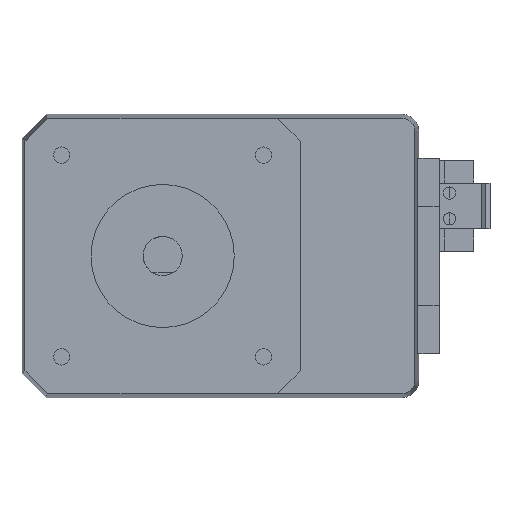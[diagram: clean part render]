
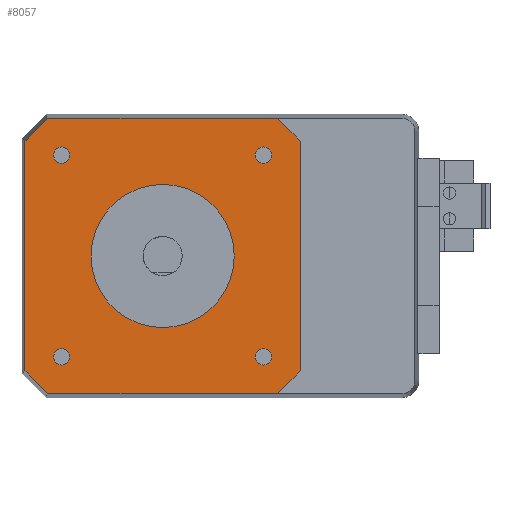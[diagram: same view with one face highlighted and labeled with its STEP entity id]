
A CAD part, front view. The second image highlights one B-rep face of the part: STEP entity #8057.
In plain terms, the highlighted planar face has unit normal (0, -1, 0).
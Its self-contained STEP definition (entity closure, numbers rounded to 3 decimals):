
#7284 = EDGE_CURVE ( 'NONE', #10077, #7317, #15105, .T. ) ;
#7285 = EDGE_CURVE ( 'NONE', #9011, #9011, #14962, .T. ) ;
#7286 = EDGE_CURVE ( 'NONE', #8877, #8877, #15136, .T. ) ;
#7287 = ORIENTED_EDGE ( 'NONE', *, *, #7285, .F. ) ;
#7288 = EDGE_LOOP ( 'NONE', ( #7287 ) ) ;
#7295 = VERTEX_POINT ( 'NONE', #15323 ) ;
#7296 = EDGE_CURVE ( 'NONE', #7295, #7344, #15326, .T. ) ;
#7297 = VERTEX_POINT ( 'NONE', #15319 ) ;
#7298 = EDGE_CURVE ( 'NONE', #8869, #8869, #15320, .T. ) ;
#7299 = EDGE_LOOP ( 'NONE', ( #7312, #7311, #7358, #7357, #7359, #7339, #7347, #7346 ) ) ;
#7310 = ORIENTED_EDGE ( 'NONE', *, *, #7286, .F. ) ;
#7311 = ORIENTED_EDGE ( 'NONE', *, *, #8067, .F. ) ;
#7312 = ORIENTED_EDGE ( 'NONE', *, *, #7284, .F. ) ;
#7317 = VERTEX_POINT ( 'NONE', #15304 ) ;
#7318 = EDGE_LOOP ( 'NONE', ( #7320 ) ) ;
#7320 = ORIENTED_EDGE ( 'NONE', *, *, #7298, .F. ) ;
#7334 = EDGE_CURVE ( 'NONE', #8892, #8892, #15300, .T. ) ;
#7336 = EDGE_CURVE ( 'NONE', #7317, #7295, #15289, .T. ) ;
#7337 = EDGE_CURVE ( 'NONE', #7297, #7345, #15285, .T. ) ;
#7338 = EDGE_CURVE ( 'NONE', #7345, #8063, #15279, .T. ) ;
#7339 = ORIENTED_EDGE ( 'NONE', *, *, #7342, .F. ) ;
#7340 = ORIENTED_EDGE ( 'NONE', *, *, #7334, .F. ) ;
#7341 = VERTEX_POINT ( 'NONE', #15280 ) ;
#7342 = EDGE_CURVE ( 'NONE', #7344, #7341, #15281, .T. ) ;
#7343 = EDGE_CURVE ( 'NONE', #7341, #7297, #15168, .T. ) ;
#7344 = VERTEX_POINT ( 'NONE', #15278 ) ;
#7345 = VERTEX_POINT ( 'NONE', #15171 ) ;
#7346 = ORIENTED_EDGE ( 'NONE', *, *, #7336, .F. ) ;
#7347 = ORIENTED_EDGE ( 'NONE', *, *, #7296, .F. ) ;
#7348 = EDGE_LOOP ( 'NONE', ( #7340 ) ) ;
#7357 = ORIENTED_EDGE ( 'NONE', *, *, #7337, .F. ) ;
#7358 = ORIENTED_EDGE ( 'NONE', *, *, #7338, .F. ) ;
#7359 = ORIENTED_EDGE ( 'NONE', *, *, #7343, .F. ) ;
#7898 = EDGE_LOOP ( 'NONE', ( #8062 ) ) ;
#8048 = EDGE_LOOP ( 'NONE', ( #7310 ) ) ;
#8050 = EDGE_CURVE ( 'NONE', #9196, #9196, #17220, .T. ) ;
#8057 = ADVANCED_FACE ( 'NONE', ( #17223, #17237, #17240, #17246, #17245, #17203 ), #17236, .T. ) ;
#8062 = ORIENTED_EDGE ( 'NONE', *, *, #8050, .F. ) ;
#8063 = VERTEX_POINT ( 'NONE', #17250 ) ;
#8067 = EDGE_CURVE ( 'NONE', #8063, #10077, #17198, .T. ) ;
#8869 = VERTEX_POINT ( 'NONE', #8872 ) ;
#8872 = CARTESIAN_POINT ( 'NONE',  ( -21.602, 2.307, 16.75 ) ) ;
#8875 = CARTESIAN_POINT ( 'NONE',  ( -6.102, 2.307, -11. ) ) ;
#8876 = CARTESIAN_POINT ( 'NONE',  ( -21.602, 2.307, -16.75 ) ) ;
#8877 = VERTEX_POINT ( 'NONE', #8876 ) ;
#8892 = VERTEX_POINT ( 'NONE', #8875 ) ;
#8997 = CARTESIAN_POINT ( 'NONE',  ( 9.398, 2.307, 14.25 ) ) ;
#9011 = VERTEX_POINT ( 'NONE', #8997 ) ;
#9187 = CARTESIAN_POINT ( 'NONE',  ( 9.398, 2.307, -14.25 ) ) ;
#9196 = VERTEX_POINT ( 'NONE', #9187 ) ;
#10077 = VERTEX_POINT ( 'NONE', #17348 ) ;
#14962 = CIRCLE ( 'NONE', #15098, 1.25 ) ;
#14964 = DIRECTION ( 'NONE',  ( 0., -1., 0. ) ) ;
#15028 = CARTESIAN_POINT ( 'NONE',  ( 9.398, 2.307, 15.5 ) ) ;
#15098 = AXIS2_PLACEMENT_3D ( 'NONE', #15028, #14964, #15139 ) ;
#15103 = DIRECTION ( 'NONE',  ( -0.707, 0., 0.707 ) ) ;
#15104 = VECTOR ( 'NONE', #15103, 1000. ) ;
#15105 = LINE ( 'NONE', #15111, #15104 ) ;
#15111 = CARTESIAN_POINT ( 'NONE',  ( -27.252, 2.307, -17.65 ) ) ;
#15133 = DIRECTION ( 'NONE',  ( 0., 0., -1. ) ) ;
#15134 = DIRECTION ( 'NONE',  ( 0., -1., 0. ) ) ;
#15135 = AXIS2_PLACEMENT_3D ( 'NONE', #15138, #15134, #15133 ) ;
#15136 = CIRCLE ( 'NONE', #15135, 1.25 ) ;
#15138 = CARTESIAN_POINT ( 'NONE',  ( -21.602, 2.307, -15.5 ) ) ;
#15139 = DIRECTION ( 'NONE',  ( 0., 0., -1. ) ) ;
#15166 = DIRECTION ( 'NONE',  ( 0.707, 0., -0.707 ) ) ;
#15167 = VECTOR ( 'NONE', #15166, 1000. ) ;
#15168 = LINE ( 'NONE', #15290, #15167 ) ;
#15171 = CARTESIAN_POINT ( 'NONE',  ( 15.048, 2.307, -17.65 ) ) ;
#15178 = DIRECTION ( 'NONE',  ( 0., 0., 1. ) ) ;
#15179 = DIRECTION ( 'NONE',  ( 0., -1., 0. ) ) ;
#15203 = CARTESIAN_POINT ( 'NONE',  ( -27.252, 2.307, -17.65 ) ) ;
#15269 = DIRECTION ( 'NONE',  ( 1., 0., 0. ) ) ;
#15270 = VECTOR ( 'NONE', #15269, 1000. ) ;
#15271 = CARTESIAN_POINT ( 'NONE',  ( -23.752, 2.307, 21.15 ) ) ;
#15275 = DIRECTION ( 'NONE',  ( -0.707, 0., -0.707 ) ) ;
#15276 = VECTOR ( 'NONE', #15275, 1000. ) ;
#15277 = CARTESIAN_POINT ( 'NONE',  ( 11.548, 2.307, -21.15 ) ) ;
#15278 = CARTESIAN_POINT ( 'NONE',  ( -23.752, 2.307, 21.15 ) ) ;
#15279 = LINE ( 'NONE', #15277, #15276 ) ;
#15280 = CARTESIAN_POINT ( 'NONE',  ( 11.548, 2.307, 21.15 ) ) ;
#15281 = LINE ( 'NONE', #15271, #15270 ) ;
#15282 = DIRECTION ( 'NONE',  ( 0., 0., -1. ) ) ;
#15283 = VECTOR ( 'NONE', #15282, 1000. ) ;
#15284 = CARTESIAN_POINT ( 'NONE',  ( 15.048, 2.307, -17.65 ) ) ;
#15285 = LINE ( 'NONE', #15284, #15283 ) ;
#15287 = DIRECTION ( 'NONE',  ( 0., 0., 1. ) ) ;
#15288 = VECTOR ( 'NONE', #15287, 1000. ) ;
#15289 = LINE ( 'NONE', #15203, #15288 ) ;
#15290 = CARTESIAN_POINT ( 'NONE',  ( 11.548, 2.307, 21.15 ) ) ;
#15296 = DIRECTION ( 'NONE',  ( 0., 0., -1. ) ) ;
#15297 = DIRECTION ( 'NONE',  ( 0., -1., 0. ) ) ;
#15298 = CARTESIAN_POINT ( 'NONE',  ( -6.102, 2.307, 0. ) ) ;
#15299 = AXIS2_PLACEMENT_3D ( 'NONE', #15298, #15297, #15296 ) ;
#15300 = CIRCLE ( 'NONE', #15299, 11. ) ;
#15302 = CARTESIAN_POINT ( 'NONE',  ( -21.602, 2.307, 15.5 ) ) ;
#15303 = AXIS2_PLACEMENT_3D ( 'NONE', #15302, #15179, #15178 ) ;
#15304 = CARTESIAN_POINT ( 'NONE',  ( -27.252, 2.307, -17.65 ) ) ;
#15308 = DIRECTION ( 'NONE',  ( 0.707, 0., 0.707 ) ) ;
#15309 = VECTOR ( 'NONE', #15308, 1000. ) ;
#15310 = CARTESIAN_POINT ( 'NONE',  ( -27.252, 2.307, 17.65 ) ) ;
#15319 = CARTESIAN_POINT ( 'NONE',  ( 15.048, 2.307, 17.65 ) ) ;
#15320 = CIRCLE ( 'NONE', #15303, 1.25 ) ;
#15323 = CARTESIAN_POINT ( 'NONE',  ( -27.252, 2.307, 17.65 ) ) ;
#15326 = LINE ( 'NONE', #15310, #15309 ) ;
#17164 = AXIS2_PLACEMENT_3D ( 'NONE', #17221, #17253, #17252 ) ;
#17179 = DIRECTION ( 'NONE',  ( -1., 0., 0. ) ) ;
#17180 = VECTOR ( 'NONE', #17179, 1000. ) ;
#17181 = CARTESIAN_POINT ( 'NONE',  ( -23.752, 2.307, -21.15 ) ) ;
#17198 = LINE ( 'NONE', #17181, #17180 ) ;
#17199 = DIRECTION ( 'NONE',  ( 0., 0., -1. ) ) ;
#17201 = AXIS2_PLACEMENT_3D ( 'NONE', #17239, #17238, #17199 ) ;
#17203 = FACE_BOUND ( 'NONE', #7348, .T. ) ;
#17220 = CIRCLE ( 'NONE', #17164, 1.25 ) ;
#17221 = CARTESIAN_POINT ( 'NONE',  ( 9.398, 2.307, -15.5 ) ) ;
#17223 = FACE_BOUND ( 'NONE', #7898, .T. ) ;
#17236 = PLANE ( 'NONE',  #17201 ) ;
#17237 = FACE_BOUND ( 'NONE', #8048, .T. ) ;
#17238 = DIRECTION ( 'NONE',  ( 0., -1., 0. ) ) ;
#17239 = CARTESIAN_POINT ( 'NONE',  ( -6.102, 2.307, -38.8 ) ) ;
#17240 = FACE_BOUND ( 'NONE', #7318, .T. ) ;
#17245 = FACE_OUTER_BOUND ( 'NONE', #7299, .T. ) ;
#17246 = FACE_BOUND ( 'NONE', #7288, .T. ) ;
#17250 = CARTESIAN_POINT ( 'NONE',  ( 11.548, 2.307, -21.15 ) ) ;
#17252 = DIRECTION ( 'NONE',  ( 0., 0., 1. ) ) ;
#17253 = DIRECTION ( 'NONE',  ( 0., -1., 0. ) ) ;
#17348 = CARTESIAN_POINT ( 'NONE',  ( -23.752, 2.307, -21.15 ) ) ;
